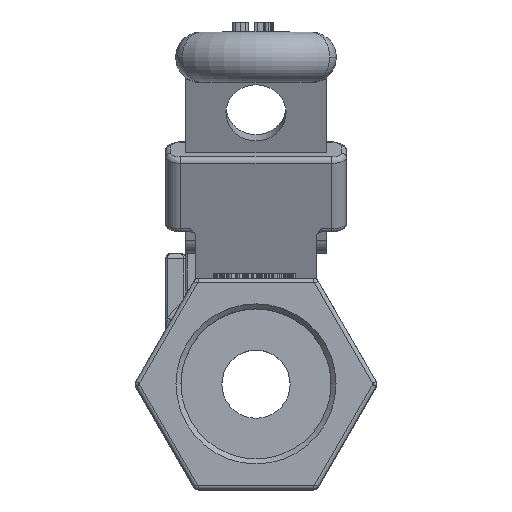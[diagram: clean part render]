
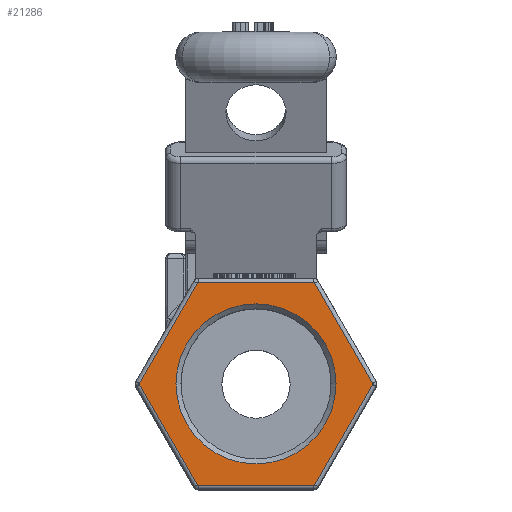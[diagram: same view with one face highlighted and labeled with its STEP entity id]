
A CAD part, top view. The second image highlights one B-rep face of the part: STEP entity #21286.
In plain terms, the highlighted planar face has unit normal (0, 0, 1).
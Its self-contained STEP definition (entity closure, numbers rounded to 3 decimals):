
#155=FACE_BOUND('',#4068,.T.);
#2844=FACE_OUTER_BOUND('',#4067,.T.);
#4067=EDGE_LOOP('',(#18068,#18069,#18070,#18071,#18072,#18073,#18074,#18075,
#18076,#18077,#18078,#18079));
#4068=EDGE_LOOP('',(#18080));
#5154=LINE('',#37217,#6783);
#5156=LINE('',#37234,#6785);
#5157=LINE('',#37250,#6786);
#5158=LINE('',#37266,#6787);
#5159=LINE('',#37282,#6788);
#5160=LINE('',#37298,#6789);
#6783=VECTOR('',#24289,10.);
#6785=VECTOR('',#24299,10.);
#6786=VECTOR('',#24308,10.);
#6787=VECTOR('',#24317,10.);
#6788=VECTOR('',#24326,10.);
#6789=VECTOR('',#24335,10.);
#7594=CIRCLE('',#21876,0.1);
#7597=CIRCLE('',#21880,0.1);
#7600=CIRCLE('',#21884,0.1);
#7603=CIRCLE('',#21888,0.1);
#7606=CIRCLE('',#21892,0.1);
#7609=CIRCLE('',#21896,0.1);
#7680=CIRCLE('',#22177,7.975);
#8937=VERTEX_POINT('',#37214);
#8938=VERTEX_POINT('',#37216);
#8939=VERTEX_POINT('',#37229);
#8940=VERTEX_POINT('',#37233);
#8941=VERTEX_POINT('',#37245);
#8942=VERTEX_POINT('',#37249);
#8943=VERTEX_POINT('',#37261);
#8944=VERTEX_POINT('',#37265);
#8945=VERTEX_POINT('',#37277);
#8946=VERTEX_POINT('',#37281);
#8947=VERTEX_POINT('',#37293);
#8948=VERTEX_POINT('',#37297);
#9574=VERTEX_POINT('',#43074);
#11450=EDGE_CURVE('',#8937,#8938,#5154,.T.);
#11453=EDGE_CURVE('',#8938,#8939,#7594,.T.);
#11455=EDGE_CURVE('',#8939,#8940,#5156,.T.);
#11457=EDGE_CURVE('',#8940,#8941,#7597,.T.);
#11459=EDGE_CURVE('',#8941,#8942,#5157,.T.);
#11461=EDGE_CURVE('',#8942,#8943,#7600,.T.);
#11463=EDGE_CURVE('',#8943,#8944,#5158,.T.);
#11465=EDGE_CURVE('',#8944,#8945,#7603,.T.);
#11467=EDGE_CURVE('',#8945,#8946,#5159,.T.);
#11469=EDGE_CURVE('',#8946,#8947,#7606,.T.);
#11471=EDGE_CURVE('',#8947,#8948,#5160,.T.);
#11473=EDGE_CURVE('',#8948,#8937,#7609,.T.);
#12450=EDGE_CURVE('',#9574,#9574,#7680,.T.);
#18068=ORIENTED_EDGE('',*,*,#11473,.F.);
#18069=ORIENTED_EDGE('',*,*,#11471,.F.);
#18070=ORIENTED_EDGE('',*,*,#11469,.F.);
#18071=ORIENTED_EDGE('',*,*,#11467,.F.);
#18072=ORIENTED_EDGE('',*,*,#11465,.F.);
#18073=ORIENTED_EDGE('',*,*,#11463,.F.);
#18074=ORIENTED_EDGE('',*,*,#11461,.F.);
#18075=ORIENTED_EDGE('',*,*,#11459,.F.);
#18076=ORIENTED_EDGE('',*,*,#11457,.F.);
#18077=ORIENTED_EDGE('',*,*,#11455,.F.);
#18078=ORIENTED_EDGE('',*,*,#11453,.F.);
#18079=ORIENTED_EDGE('',*,*,#11450,.F.);
#18080=ORIENTED_EDGE('',*,*,#12450,.F.);
#19077=PLANE('',#22176);
#21286=ADVANCED_FACE('',(#2844,#155),#19077,.T.);
#21876=AXIS2_PLACEMENT_3D('',#37230,#24293,#24294);
#21880=AXIS2_PLACEMENT_3D('',#37246,#24302,#24303);
#21884=AXIS2_PLACEMENT_3D('',#37262,#24311,#24312);
#21888=AXIS2_PLACEMENT_3D('',#37278,#24320,#24321);
#21892=AXIS2_PLACEMENT_3D('',#37294,#24329,#24330);
#21896=AXIS2_PLACEMENT_3D('',#37309,#24338,#24339);
#22176=AXIS2_PLACEMENT_3D('',#43073,#25422,#25423);
#22177=AXIS2_PLACEMENT_3D('',#43075,#25424,#25425);
#24289=DIRECTION('',(1.,0.,0.));
#24293=DIRECTION('center_axis',(0.,0.,-1.));
#24294=DIRECTION('ref_axis',(0.5,0.866,0.));
#24299=DIRECTION('',(0.5,-0.866,0.));
#24302=DIRECTION('center_axis',(0.,0.,-1.));
#24303=DIRECTION('ref_axis',(1.,0.,0.));
#24308=DIRECTION('',(-0.5,-0.866,0.));
#24311=DIRECTION('center_axis',(0.,0.,-1.));
#24312=DIRECTION('ref_axis',(0.5,-0.866,0.));
#24317=DIRECTION('',(-1.,0.,0.));
#24320=DIRECTION('center_axis',(0.,0.,-1.));
#24321=DIRECTION('ref_axis',(-0.5,-0.866,0.));
#24326=DIRECTION('',(-0.5,0.866,0.));
#24329=DIRECTION('center_axis',(0.,0.,-1.));
#24330=DIRECTION('ref_axis',(-1.,0.,0.));
#24335=DIRECTION('',(0.5,0.866,0.));
#24338=DIRECTION('center_axis',(0.,0.,-1.));
#24339=DIRECTION('ref_axis',(-0.5,0.866,0.));
#25422=DIRECTION('center_axis',(0.,0.,1.));
#25423=DIRECTION('ref_axis',(1.,0.,0.));
#25424=DIRECTION('center_axis',(0.,0.,1.));
#25425=DIRECTION('ref_axis',(-1.,0.,0.));
#37214=CARTESIAN_POINT('',(-5.774,10.1,44.));
#37216=CARTESIAN_POINT('',(5.774,10.1,44.));
#37217=CARTESIAN_POINT('',(2.887,10.1,44.));
#37229=CARTESIAN_POINT('',(5.86,10.05,44.));
#37230=CARTESIAN_POINT('Origin',(5.774,10.,44.));
#37233=CARTESIAN_POINT('',(11.634,0.05,44.));
#37234=CARTESIAN_POINT('',(10.19,2.55,44.));
#37245=CARTESIAN_POINT('',(11.634,-0.05,44.));
#37246=CARTESIAN_POINT('Origin',(11.547,0.,
44.));
#37249=CARTESIAN_POINT('',(5.86,-10.05,44.));
#37250=CARTESIAN_POINT('',(7.303,-7.55,44.));
#37261=CARTESIAN_POINT('',(5.774,-10.1,44.));
#37262=CARTESIAN_POINT('Origin',(5.774,-10.,44.));
#37265=CARTESIAN_POINT('',(-5.774,-10.1,44.));
#37266=CARTESIAN_POINT('',(-2.887,-10.1,44.));
#37277=CARTESIAN_POINT('',(-5.86,-10.05,44.));
#37278=CARTESIAN_POINT('Origin',(-5.774,-10.,44.));
#37281=CARTESIAN_POINT('',(-11.634,-0.05,44.));
#37282=CARTESIAN_POINT('',(-10.19,-2.55,44.));
#37293=CARTESIAN_POINT('',(-11.634,0.05,44.));
#37294=CARTESIAN_POINT('Origin',(-11.547,0.,
44.));
#37297=CARTESIAN_POINT('',(-5.86,10.05,44.));
#37298=CARTESIAN_POINT('',(-7.303,7.55,44.));
#37309=CARTESIAN_POINT('Origin',(-5.774,10.,44.));
#43073=CARTESIAN_POINT('Origin',(0.,0.,
44.));
#43074=CARTESIAN_POINT('',(7.975,0.,44.));
#43075=CARTESIAN_POINT('Origin',(0.,0.,44.));
